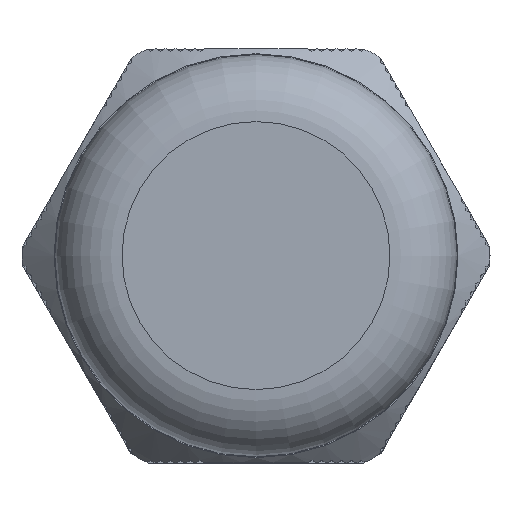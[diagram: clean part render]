
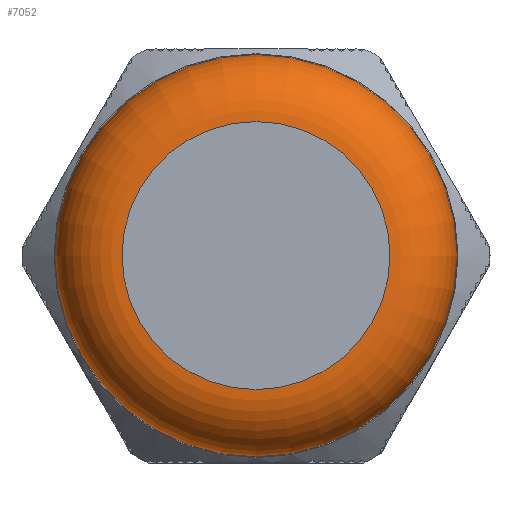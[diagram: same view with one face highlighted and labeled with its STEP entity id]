
A CAD part, top view. The second image highlights one B-rep face of the part: STEP entity #7052.
In plain terms, the highlighted toroidal (fillet/blend) face has major radius 13.6 mm and minor radius 6.8 mm.
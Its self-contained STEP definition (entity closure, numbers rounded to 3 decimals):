
#1853=CARTESIAN_POINT('',(13.6,0.,43.08));
#1854=VERTEX_POINT('',#1853);
#1855=CARTESIAN_POINT('',(0.,0.,43.08));
#1856=DIRECTION('',(0.0,0.0,-1.0));
#1857=DIRECTION('',(-1.0,0.0,0.0));
#1858=AXIS2_PLACEMENT_3D('',#1855,#1856,#1857);
#1859=CIRCLE('',#1858,13.6);
#1860=EDGE_CURVE('',#1854,#1854,#1859,.T.);
#7033=CARTESIAN_POINT('',(0.,0.,36.28));
#7034=DIRECTION('',(0.,0.,-1.0));
#7035=DIRECTION('',(-1.0,0.0,0.0));
#7036=AXIS2_PLACEMENT_3D('',#7033,#7034,#7035);
#7037=TOROIDAL_SURFACE('',#7036,13.6,6.8);
#7038=ORIENTED_EDGE('',*,*,#1860,.T.);
#7039=EDGE_LOOP('',(#7038));
#7040=FACE_OUTER_BOUND('',#7039,.T.);
#7041=CARTESIAN_POINT('',(20.4,0.,36.28));
#7042=VERTEX_POINT('',#7041);
#7043=CARTESIAN_POINT('',(0.,0.,36.28));
#7044=DIRECTION('',(0.0,0.0,1.0));
#7045=DIRECTION('',(-1.0,0.0,0.0));
#7046=AXIS2_PLACEMENT_3D('',#7043,#7044,#7045);
#7047=CIRCLE('',#7046,20.4);
#7048=EDGE_CURVE('',#7042,#7042,#7047,.T.);
#7049=ORIENTED_EDGE('',*,*,#7048,.T.);
#7050=EDGE_LOOP('',(#7049));
#7051=FACE_BOUND('',#7050,.T.);
#7052=ADVANCED_FACE('',(#7040,#7051),#7037,.T.);
